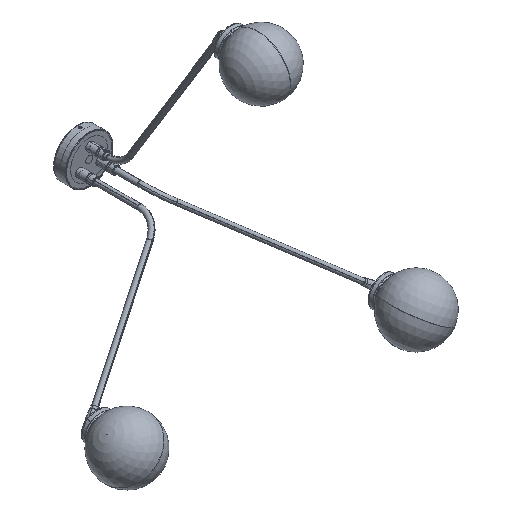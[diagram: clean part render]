
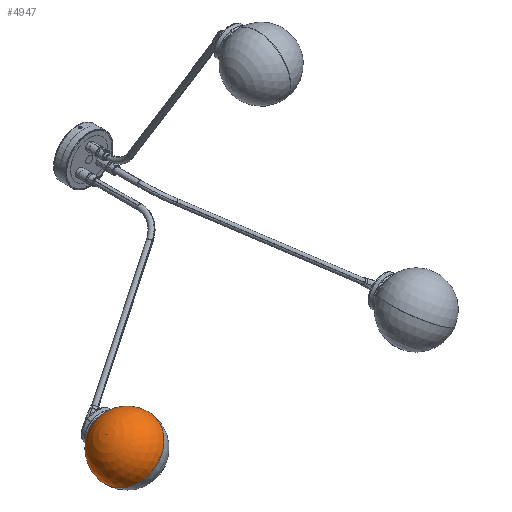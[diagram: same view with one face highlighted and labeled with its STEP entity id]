
A CAD part, isometric view. The second image highlights one B-rep face of the part: STEP entity #4947.
In plain terms, the highlighted spherical face has radius 60 mm.
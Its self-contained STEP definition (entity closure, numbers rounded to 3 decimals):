
#405 = ORIENTED_EDGE ( 'NONE', *, *, #7168, .F. ) ;
#406 = ORIENTED_EDGE ( 'NONE', *, *, #7070, .T. ) ;
#407 = ORIENTED_EDGE ( 'NONE', *, *, #7143, .F. ) ;
#1763 = CARTESIAN_POINT ( 'NONE',  ( 0., 60., 0. ) ) ;
#1764 = DIRECTION ( 'NONE',  ( 0., 0., 1. ) ) ;
#1765 = DIRECTION ( 'NONE',  ( 1., 0., 0. ) ) ;
#2241 = CARTESIAN_POINT ( 'NONE',  ( 0., 60., 0. ) ) ;
#2249 = DIRECTION ( 'NONE',  ( 0., 0., -1. ) ) ;
#2250 = DIRECTION ( 'NONE',  ( -1., 0., 0. ) ) ;
#4710 = AXIS2_PLACEMENT_3D ( 'NONE', #2241, #2249, #2250 ) ;
#4947 = ADVANCED_FACE ( 'NONE', ( #8507 ), #8508, .T. ) ;
#5624 = CARTESIAN_POINT ( 'NONE',  ( 0., 5.061, 0. ) ) ;
#5625 = DIRECTION ( 'NONE',  ( 0., -1., 0. ) ) ;
#5626 = DIRECTION ( 'NONE',  ( 1., 0., 0. ) ) ;
#5742 = CARTESIAN_POINT ( 'NONE',  ( 0., 60., 0. ) ) ;
#5743 = DIRECTION ( 'NONE',  ( 0., 0., -1. ) ) ;
#5744 = DIRECTION ( 'NONE',  ( -1., 0., 0. ) ) ;
#7070 = EDGE_CURVE ( 'NONE', #8650, #8586, #11955, .T. ) ;
#7143 = EDGE_CURVE ( 'NONE', #8644, #8586, #12023, .T. ) ;
#7168 = EDGE_CURVE ( 'NONE', #8650, #8644, #12049, .T. ) ;
#7568 = EDGE_LOOP ( 'NONE', ( #405, #406, #407 ) ) ;
#7759 = AXIS2_PLACEMENT_3D ( 'NONE', #1763, #1764, #1765 ) ;
#7790 = AXIS2_PLACEMENT_3D ( 'NONE', #5624, #5625, #5626 ) ;
#7805 = AXIS2_PLACEMENT_3D ( 'NONE', #5742, #5743, #5744 ) ;
#8507 = FACE_OUTER_BOUND ( 'NONE', #7568, .T. ) ;
#8508 = SPHERICAL_SURFACE ( 'NONE', #4710, 60. ) ;
#8586 = VERTEX_POINT ( 'NONE', #10382 ) ;
#8644 = VERTEX_POINT ( 'NONE', #10441 ) ;
#8650 = VERTEX_POINT ( 'NONE', #10447 ) ;
#10382 = CARTESIAN_POINT ( 'NONE',  ( -24.119, 5.061, 0. ) ) ;
#10441 = CARTESIAN_POINT ( 'NONE',  ( 24.119, 5.061, 0. ) ) ;
#10447 = CARTESIAN_POINT ( 'NONE',  ( 0., 120., 0. ) ) ;
#11955 = CIRCLE ( 'NONE', #7759, 60. ) ;
#12023 = CIRCLE ( 'NONE', #7790, 24.119 ) ;
#12049 = CIRCLE ( 'NONE', #7805, 60. ) ;
